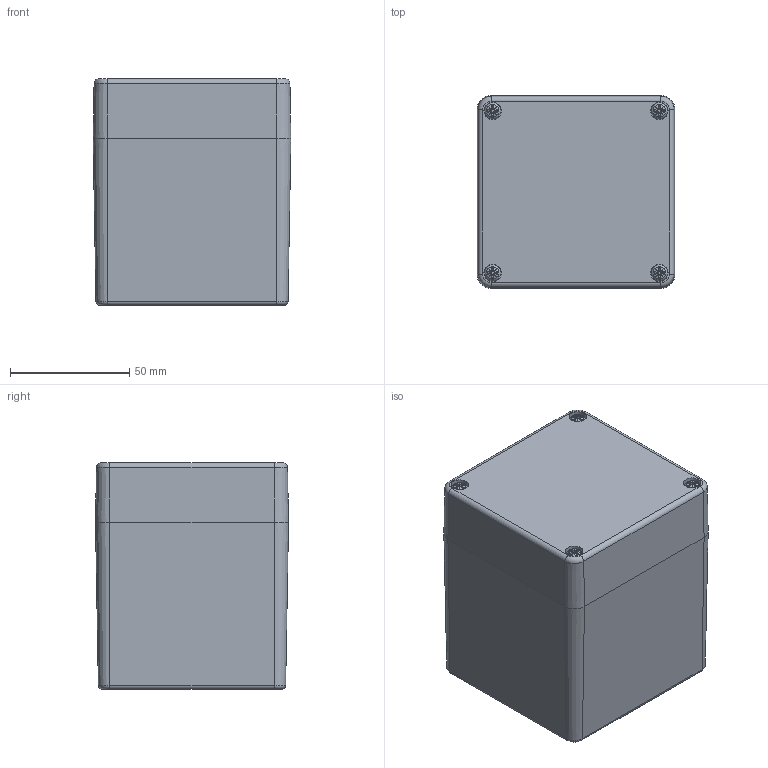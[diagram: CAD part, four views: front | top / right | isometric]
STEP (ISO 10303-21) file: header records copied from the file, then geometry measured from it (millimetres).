
FILE_DESCRIPTION((''),'2;1');
FILE_NAME('0302101400-MBM_080810-K_VE.stp','2015-12-22T14:55:49',('robin.rentz'),(''),'Autodesk Inventor 2012','Autodesk Inventor 2012','');
FILE_SCHEMA(('AUTOMOTIVE_DESIGN { 1 2 10303 214 0 1 1 1 }'));
Length unit declared in the file: millimetre
Products named in the file (6): 0302101400-MBM_080810-K_VE; 0301101302-UT_080807_VE; 0302101201-OT_080825-K_VE; xxx-O-Ring-MBM_080807; 1990000013 Schrauben A2 BM4x38_15; 1990000007 M4 Gewindebuchse
Assembly tree (11 placements, depth 2):
  0302101400-MBM_080810-K_VE
    0301101302-UT_080807_VE
    0302101201-OT_080825-K_VE
    xxx-O-Ring-MBM_080807
    1990000013 Schrauben A2 BM4x38_15  x4
    1990000007 M4 Gewindebuchse  x4
Bounding box: 83 x 81 x 95 mm (x, y, z)
Volume: 158727.4 mm3; surface area: 110216 mm2
Topology: 11 solids, 11 shells, 1607 faces, 3912 edges, 2376 vertices
Faces by surface type: plane 603, cylinder 452, cone 340, torus 176, bspline 32, sphere 4
Full cylindrical faces by diameter (mm): 3.242 x4, 3.3 x4, 4 x4, 4.4 x4, 4.5 x4, 4.9 x4, 5 x4, 5.1 x4, 6.8 x4, 7 x4, 7.3 x4, 7.5 x4
Entity records: 23702 total; most frequent: CARTESIAN_POINT 4927, DIRECTION 4184, ORIENTED_EDGE 3726, EDGE_CURVE 1863, AXIS2_PLACEMENT_3D 1706, VERTEX_POINT 1169, EDGE_LOOP 912, CIRCLE 895
